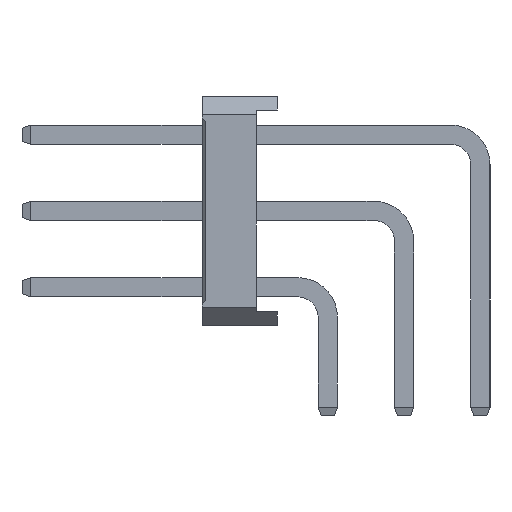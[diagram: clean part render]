
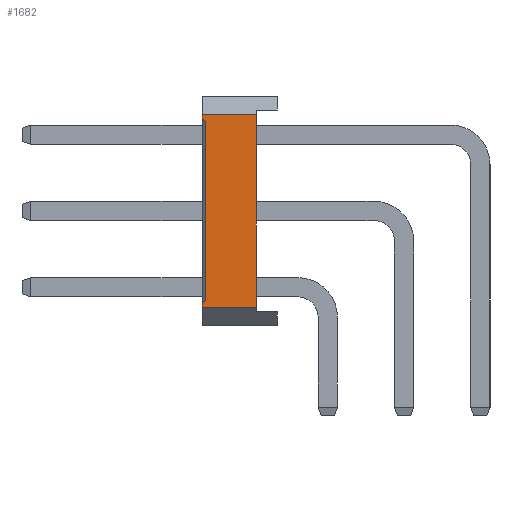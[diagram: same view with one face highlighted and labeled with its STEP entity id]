
A CAD part, left-side view. The second image highlights one B-rep face of the part: STEP entity #1682.
In plain terms, the highlighted planar face has unit normal (-1, 0, 0).
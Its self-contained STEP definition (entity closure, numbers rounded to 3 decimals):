
#1682=ADVANCED_FACE('',(#18470),#18472,.T.);
#18470=FACE_BOUND('',#18471,.T.);
#18471=EDGE_LOOP('',(#32117,#32118,#32119,#32120,#32121,#32122,#32123,#32124));
#18472=PLANE('',#18473);
#18473=AXIS2_PLACEMENT_3D('',#18474,#18475,#18476);
#18474=CARTESIAN_POINT('',(-1.27,1.68,0.6));
#18475=DIRECTION('',(-1.,0.,0.));
#18476=DIRECTION('',(0.,0.,1.));
#32117=ORIENTED_EDGE('',*,*,#40902,.F.);
#32118=ORIENTED_EDGE('',*,*,#40903,.T.);
#32119=ORIENTED_EDGE('',*,*,#40904,.F.);
#32120=ORIENTED_EDGE('',*,*,#39924,.F.);
#32121=ORIENTED_EDGE('',*,*,#40905,.F.);
#32122=ORIENTED_EDGE('',*,*,#39440,.T.);
#32123=ORIENTED_EDGE('',*,*,#40901,.T.);
#32124=ORIENTED_EDGE('',*,*,#39928,.F.);
#39440=EDGE_CURVE('',#44016,#44014,#44017,.T.);
#39924=EDGE_CURVE('',#44982,#44984,#44985,.T.);
#39928=EDGE_CURVE('',#44990,#44992,#44993,.T.);
#40901=EDGE_CURVE('',#44014,#44992,#46757,.T.);
#40902=EDGE_CURVE('',#46758,#44990,#46759,.F.);
#40903=EDGE_CURVE('',#46758,#46760,#46761,.T.);
#40904=EDGE_CURVE('',#44984,#46760,#46762,.F.);
#40905=EDGE_CURVE('',#44016,#44982,#46763,.T.);
#44014=VERTEX_POINT('',#51454);
#44016=VERTEX_POINT('',#51458);
#44017=LINE('',#51459,#51460);
#44982=VERTEX_POINT('',#53390);
#44984=VERTEX_POINT('',#53394);
#44985=LINE('',#53395,#53396);
#44990=VERTEX_POINT('',#53406);
#44992=VERTEX_POINT('',#53410);
#44993=LINE('',#53411,#53412);
#46757=LINE('',#57209,#57210);
#46758=VERTEX_POINT('',#57212);
#46759=LINE('',#57213,#57214);
#46760=VERTEX_POINT('',#57216);
#46761=LINE('',#57217,#57218);
#46762=LINE('',#57220,#57221);
#46763=LINE('',#57223,#57224);
#51454=CARTESIAN_POINT('',(-1.27,2.38,7.02));
#51458=CARTESIAN_POINT('',(-1.27,2.38,0.6));
#51459=CARTESIAN_POINT('',(-1.27,2.38,0.6));
#51460=VECTOR('',#51461,1.);
#51461=DIRECTION('',(0.,0.,1.));
#53390=CARTESIAN_POINT('',(-1.27,4.18,0.6));
#53394=CARTESIAN_POINT('',(-1.27,4.18,0.72));
#53395=CARTESIAN_POINT('',(-1.27,4.18,0.6));
#53396=VECTOR('',#53397,1.);
#53397=DIRECTION('',(0.,0.,1.));
#53406=CARTESIAN_POINT('',(-1.27,4.18,6.9));
#53410=CARTESIAN_POINT('',(-1.27,4.18,7.02));
#53411=CARTESIAN_POINT('',(-1.27,4.18,6.9));
#53412=VECTOR('',#53413,1.);
#53413=DIRECTION('',(0.,0.,1.));
#57209=CARTESIAN_POINT('',(-1.27,2.38,7.02));
#57210=VECTOR('',#57211,1.);
#57211=DIRECTION('',(0.,1.,0.));
#57212=CARTESIAN_POINT('',(-1.27,4.08,6.8));
#57213=CARTESIAN_POINT('',(-1.27,4.18,6.9));
#57214=VECTOR('',#57215,1.);
#57215=DIRECTION('',(0.,-0.707,-0.707));
#57216=CARTESIAN_POINT('',(-1.27,4.08,0.82));
#57217=CARTESIAN_POINT('',(-1.27,4.08,6.8));
#57218=VECTOR('',#57219,1.);
#57219=DIRECTION('',(0.,0.,-1.));
#57220=CARTESIAN_POINT('',(-1.27,4.08,0.82));
#57221=VECTOR('',#57222,1.);
#57222=DIRECTION('',(0.,0.707,-0.707));
#57223=CARTESIAN_POINT('',(-1.27,2.38,0.6));
#57224=VECTOR('',#57225,1.);
#57225=DIRECTION('',(0.,1.,0.));
